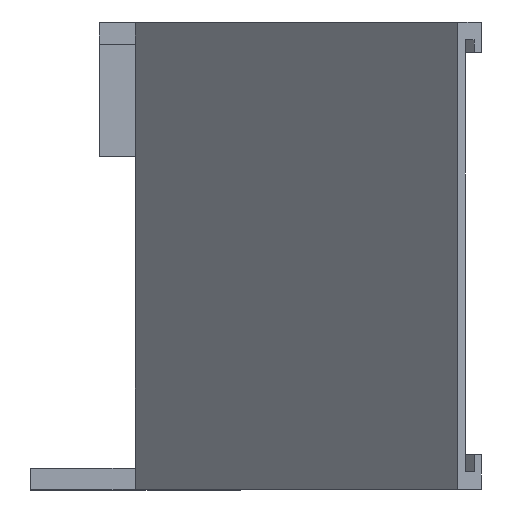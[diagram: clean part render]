
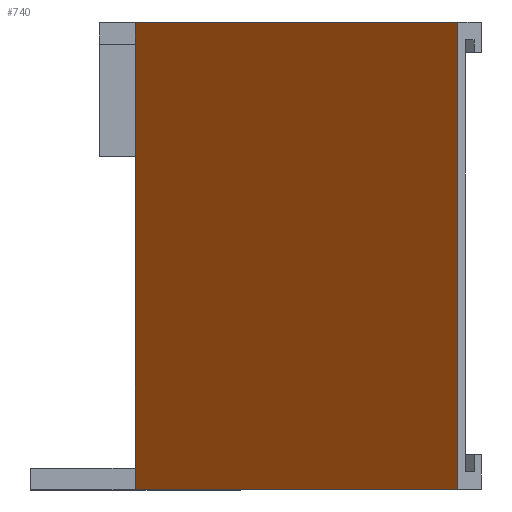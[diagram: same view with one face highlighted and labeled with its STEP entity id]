
A CAD part, top view. The second image highlights one B-rep face of the part: STEP entity #740.
In plain terms, the highlighted planar face has unit normal (-0.707, 0, 0.707).
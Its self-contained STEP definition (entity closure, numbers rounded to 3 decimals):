
#36=FACE_OUTER_BOUND('',#73,.T.);
#73=EDGE_LOOP('',(#604,#605,#606,#607,#608,#609));
#89=LINE('',#992,#194);
#117=LINE('',#1050,#222);
#128=LINE('',#1070,#233);
#139=LINE('',#1093,#244);
#145=LINE('',#1104,#250);
#171=LINE('',#1153,#276);
#194=VECTOR('',#811,10.);
#222=VECTOR('',#849,10.);
#233=VECTOR('',#866,10.);
#244=VECTOR('',#881,10.);
#250=VECTOR('',#889,10.);
#276=VECTOR('',#935,10.);
#299=VERTEX_POINT('',#990);
#300=VERTEX_POINT('',#991);
#320=VERTEX_POINT('',#1035);
#324=VERTEX_POINT('',#1044);
#331=VERTEX_POINT('',#1068);
#341=VERTEX_POINT('',#1091);
#367=EDGE_CURVE('',#299,#300,#89,.T.);
#395=EDGE_CURVE('',#324,#320,#117,.T.);
#406=EDGE_CURVE('',#320,#331,#128,.T.);
#417=EDGE_CURVE('',#341,#299,#139,.T.);
#423=EDGE_CURVE('',#331,#300,#145,.T.);
#449=EDGE_CURVE('',#341,#324,#171,.T.);
#604=ORIENTED_EDGE('',*,*,#449,.T.);
#605=ORIENTED_EDGE('',*,*,#395,.T.);
#606=ORIENTED_EDGE('',*,*,#406,.T.);
#607=ORIENTED_EDGE('',*,*,#423,.T.);
#608=ORIENTED_EDGE('',*,*,#367,.F.);
#609=ORIENTED_EDGE('',*,*,#417,.F.);
#703=PLANE('',#791);
#740=ADVANCED_FACE('',(#36),#703,.T.);
#791=AXIS2_PLACEMENT_3D('',#1152,#933,#934);
#811=DIRECTION('',(0.,-1.,0.));
#849=DIRECTION('',(0.,-1.,0.));
#866=DIRECTION('',(0.,-1.,0.));
#881=DIRECTION('',(0.707,0.,0.707));
#889=DIRECTION('',(0.707,0.,0.707));
#933=DIRECTION('center_axis',(-0.707,0.,0.707));
#934=DIRECTION('ref_axis',(0.707,0.,0.707));
#935=DIRECTION('',(0.,-1.,0.));
#990=CARTESIAN_POINT('',(86.761,40.53,62.651));
#991=CARTESIAN_POINT('',(86.761,-41.27,62.651));
#992=CARTESIAN_POINT('',(86.761,-39.37,62.651));
#1035=CARTESIAN_POINT('',(30.286,-37.47,6.175));
#1044=CARTESIAN_POINT('',(30.286,36.73,6.175));
#1050=CARTESIAN_POINT('',(30.286,-37.27,6.175));
#1068=CARTESIAN_POINT('',(30.286,-41.27,6.175));
#1070=CARTESIAN_POINT('',(30.286,-37.27,6.175));
#1091=CARTESIAN_POINT('',(30.286,40.53,6.175));
#1093=CARTESIAN_POINT('',(42.117,40.53,18.006));
#1104=CARTESIAN_POINT('',(79.69,-41.27,55.58));
#1152=CARTESIAN_POINT('Origin',(29.593,-39.37,5.482));
#1153=CARTESIAN_POINT('',(30.286,-37.27,6.175));
